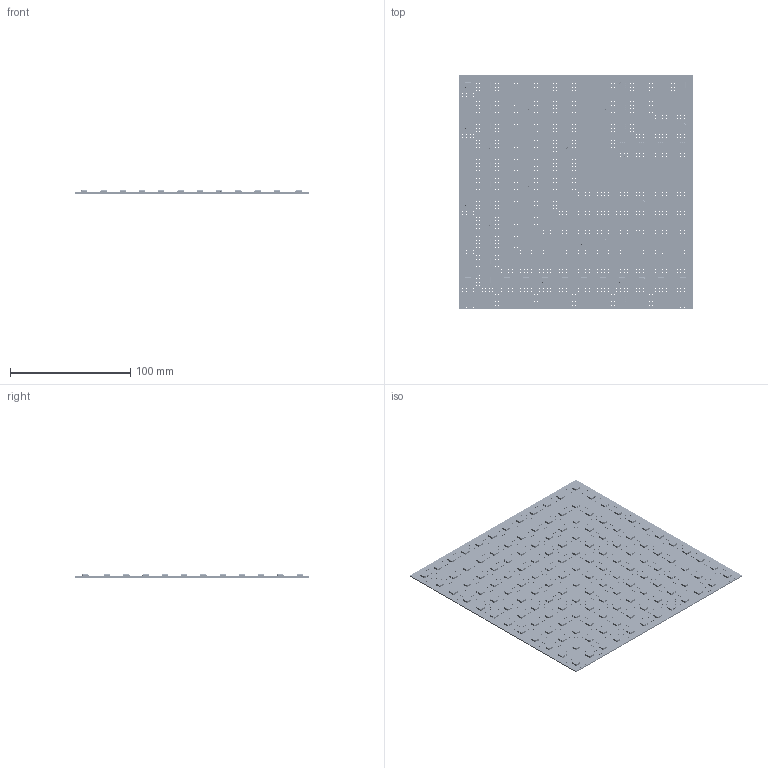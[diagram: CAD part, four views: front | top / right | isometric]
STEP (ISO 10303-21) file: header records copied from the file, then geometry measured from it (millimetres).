
FILE_DESCRIPTION(('for SolidWorks'),'2;1');
FILE_NAME('114xAPA102X16mm''.step','2015-05-08T23:27:36',( 'Chris Hamilton'),(''),'Open CASCADE STEP processor 6.6','Diptrace', 'Unknown');
FILE_SCHEMA(('AUTOMOTIVE_DESIGN { 1 0 10303 214 1 1 1 1 }'));
Length unit declared in the file: millimetre
Products named in the file (3): PCB; Board; Model_2
Assembly tree (145 placements, depth 2):
  PCB
    Board
    Model_2  x144
Bounding box: 195 x 195 x 2.59 mm (x, y, z)
Volume: 37178.4 mm3; surface area: 90483.5 mm2
Topology: 1 solids, 145 shells, 19590 faces, 45372 edges, 26216 vertices
Faces by surface type: plane 18438, cylinder 1152
Full cylindrical faces by diameter (mm): 0.75 x1152
Entity records: 50581 total; most frequent: DIRECTION 8929, CARTESIAN_POINT 7669, ORIENTED_EDGE 7518, EDGE_CURVE 3759, AXIS2_PLACEMENT_3D 3738, FACE_BOUND 3591, EDGE_LOOP 3591, VERTEX_POINT 2478
